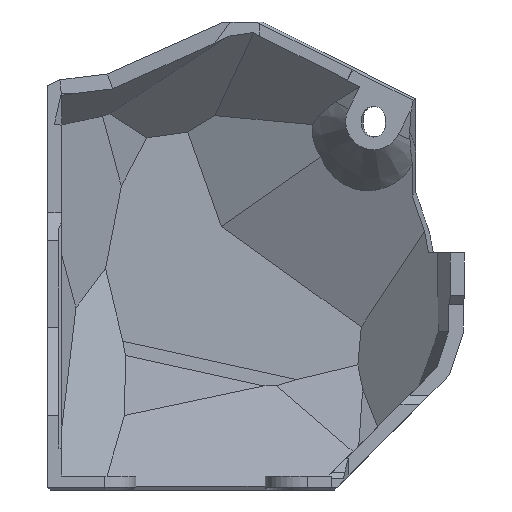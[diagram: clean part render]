
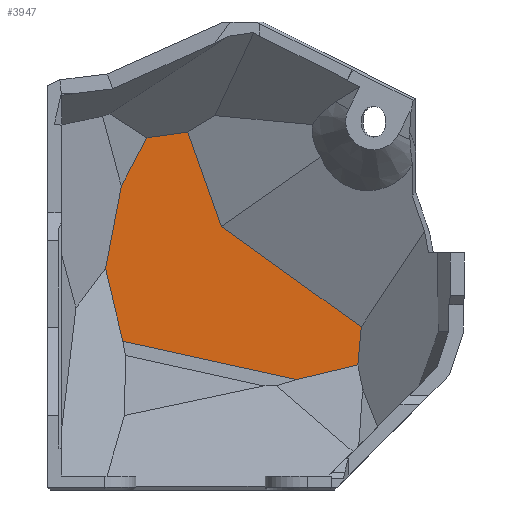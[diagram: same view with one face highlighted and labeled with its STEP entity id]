
A CAD part, left-side view. The second image highlights one B-rep face of the part: STEP entity #3947.
In plain terms, the highlighted planar face has unit normal (-1, 0, 0).
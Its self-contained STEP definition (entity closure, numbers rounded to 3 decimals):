
#103 = CARTESIAN_POINT ( 'NONE',  ( 27.5, -6.116, 48.363 ) ) ;
#191 = ORIENTED_EDGE ( 'NONE', *, *, #1386, .T. ) ;
#271 = CARTESIAN_POINT ( 'NONE',  ( 27.5, -2.658, 19.282 ) ) ;
#288 = VERTEX_POINT ( 'NONE', #271 ) ;
#396 = EDGE_CURVE ( 'NONE', #3731, #553, #807, .T. ) ;
#474 = EDGE_CURVE ( 'NONE', #553, #1525, #3026, .T. ) ;
#520 = VECTOR ( 'NONE', #2190, 1000. ) ;
#542 = EDGE_LOOP ( 'NONE', ( #881, #1995, #1946, #191, #2588, #1178, #3094, #1122, #781 ) ) ;
#553 = VERTEX_POINT ( 'NONE', #4450 ) ;
#592 = CARTESIAN_POINT ( 'NONE',  ( 27.5, -16.756, 35.675 ) ) ;
#596 = LINE ( 'NONE', #3352, #2762 ) ;
#604 = DIRECTION ( 'NONE',  ( 0., 0.812, 0.584 ) ) ;
#672 = CARTESIAN_POINT ( 'NONE',  ( 27.5, -17.749, 11.431 ) ) ;
#727 = EDGE_CURVE ( 'NONE', #288, #1388, #596, .T. ) ;
#781 = ORIENTED_EDGE ( 'NONE', *, *, #727, .T. ) ;
#807 = LINE ( 'NONE', #1452, #520 ) ;
#832 = CARTESIAN_POINT ( 'NONE',  ( 27.5, -17.004, 34.977 ) ) ;
#881 = ORIENTED_EDGE ( 'NONE', *, *, #2727, .T. ) ;
#888 = LINE ( 'NONE', #4249, #1705 ) ;
#950 = DIRECTION ( 'NONE',  ( 0., -0.972, 0.233 ) ) ;
#953 = EDGE_CURVE ( 'NONE', #1315, #288, #1912, .T. ) ;
#1050 = AXIS2_PLACEMENT_3D ( 'NONE', #4448, #2030, #1305 ) ;
#1122 = ORIENTED_EDGE ( 'NONE', *, *, #953, .T. ) ;
#1165 = DIRECTION ( 'NONE',  ( 0., 0.335, 0.942 ) ) ;
#1178 = ORIENTED_EDGE ( 'NONE', *, *, #1527, .T. ) ;
#1179 = DIRECTION ( 'NONE',  ( 0., 0.991, -0.137 ) ) ;
#1200 = EDGE_CURVE ( 'NONE', #4031, #1315, #1454, .T. ) ;
#1228 = DIRECTION ( 'NONE',  ( 0., -0.232, -0.973 ) ) ;
#1305 = DIRECTION ( 'NONE',  ( 0., 1., 0. ) ) ;
#1315 = VERTEX_POINT ( 'NONE', #2771 ) ;
#1386 = EDGE_CURVE ( 'NONE', #1525, #1921, #1937, .T. ) ;
#1388 = VERTEX_POINT ( 'NONE', #3248 ) ;
#1452 = CARTESIAN_POINT ( 'NONE',  ( 27.5, -36.994, 24.201 ) ) ;
#1454 = LINE ( 'NONE', #3833, #1976 ) ;
#1525 = VERTEX_POINT ( 'NONE', #592 ) ;
#1527 = EDGE_CURVE ( 'NONE', #2408, #4031, #1719, .T. ) ;
#1664 = FACE_OUTER_BOUND ( 'NONE', #542, .T. ) ;
#1705 = VECTOR ( 'NONE', #1179, 1000. ) ;
#1719 = LINE ( 'NONE', #4350, #2553 ) ;
#1803 = CARTESIAN_POINT ( 'NONE',  ( 27.5, -2.443, 41.449 ) ) ;
#1912 = LINE ( 'NONE', #2994, #2053 ) ;
#1921 = VERTEX_POINT ( 'NONE', #4086 ) ;
#1937 = LINE ( 'NONE', #832, #2486 ) ;
#1946 = ORIENTED_EDGE ( 'NONE', *, *, #474, .T. ) ;
#1976 = VECTOR ( 'NONE', #3465, 1000. ) ;
#1995 = ORIENTED_EDGE ( 'NONE', *, *, #396, .T. ) ;
#2030 = DIRECTION ( 'NONE',  ( 1., 0., 0. ) ) ;
#2053 = VECTOR ( 'NONE', #1228, 1000. ) ;
#2190 = DIRECTION ( 'NONE',  ( 0., -0.087, 0.996 ) ) ;
#2375 = DIRECTION ( 'NONE',  ( 0., 0.469, -0.883 ) ) ;
#2408 = VERTEX_POINT ( 'NONE', #103 ) ;
#2486 = VECTOR ( 'NONE', #1165, 1000. ) ;
#2553 = VECTOR ( 'NONE', #2375, 1000. ) ;
#2588 = ORIENTED_EDGE ( 'NONE', *, *, #4399, .T. ) ;
#2727 = EDGE_CURVE ( 'NONE', #1388, #3731, #4019, .T. ) ;
#2762 = VECTOR ( 'NONE', #4378, 1000. ) ;
#2771 = CARTESIAN_POINT ( 'NONE',  ( 27.5, -0.19, 29.629 ) ) ;
#2778 = VECTOR ( 'NONE', #950, 1000. ) ;
#2912 = CARTESIAN_POINT ( 'NONE',  ( 27.5, -36.265, 15.871 ) ) ;
#2994 = CARTESIAN_POINT ( 'NONE',  ( 27.5, -0.391, 28.786 ) ) ;
#3019 = PLANE ( 'NONE',  #1050 ) ;
#3026 = LINE ( 'NONE', #3621, #3325 ) ;
#3094 = ORIENTED_EDGE ( 'NONE', *, *, #1200, .T. ) ;
#3248 = CARTESIAN_POINT ( 'NONE',  ( 27.5, -27.545, 13.78 ) ) ;
#3325 = VECTOR ( 'NONE', #604, 1000. ) ;
#3352 = CARTESIAN_POINT ( 'NONE',  ( 27.5, -19.117, 15.643 ) ) ;
#3465 = DIRECTION ( 'NONE',  ( 0., 0.187, -0.982 ) ) ;
#3621 = CARTESIAN_POINT ( 'NONE',  ( 27.5, -26.124, 28.935 ) ) ;
#3731 = VERTEX_POINT ( 'NONE', #2912 ) ;
#3833 = CARTESIAN_POINT ( 'NONE',  ( 27.5, -2.576, 42.143 ) ) ;
#3947 = ADVANCED_FACE ( 'NONE', ( #1664 ), #3019, .F. ) ;
#4019 = LINE ( 'NONE', #672, #2778 ) ;
#4031 = VERTEX_POINT ( 'NONE', #1803 ) ;
#4086 = CARTESIAN_POINT ( 'NONE',  ( 27.5, -11.957, 49.169 ) ) ;
#4249 = CARTESIAN_POINT ( 'NONE',  ( 27.5, -30.735, 51.76 ) ) ;
#4350 = CARTESIAN_POINT ( 'NONE',  ( 27.5, -3.072, 42.632 ) ) ;
#4378 = DIRECTION ( 'NONE',  ( 0., -0.976, -0.216 ) ) ;
#4399 = EDGE_CURVE ( 'NONE', #1921, #2408, #888, .T. ) ;
#4448 = CARTESIAN_POINT ( 'NONE',  ( 27.5, -17.632, 35.2 ) ) ;
#4450 = CARTESIAN_POINT ( 'NONE',  ( 27.5, -36.74, 21.297 ) ) ;
